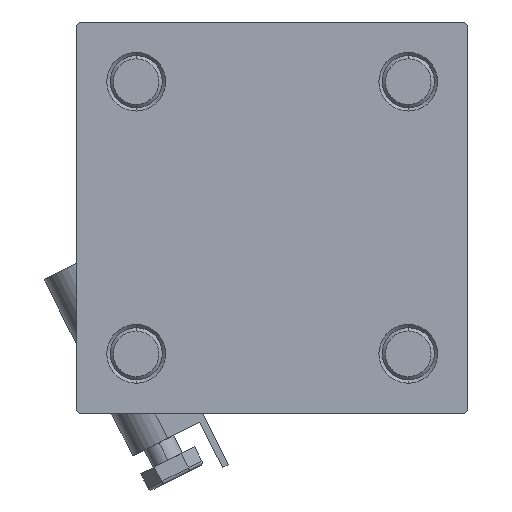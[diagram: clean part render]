
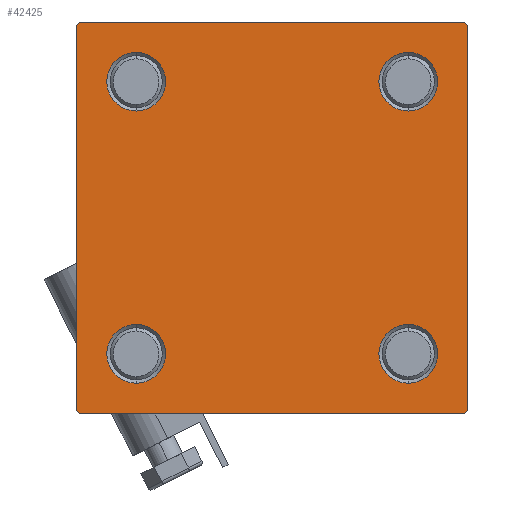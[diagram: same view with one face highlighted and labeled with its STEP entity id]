
A CAD part, left-side view. The second image highlights one B-rep face of the part: STEP entity #42425.
In plain terms, the highlighted planar face has unit normal (-1, 0, 0).
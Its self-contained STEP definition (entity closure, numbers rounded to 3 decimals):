
#44 = FACE_BOUND ( 'NONE', #21870, .T. ) ;
#2142 = CIRCLE ( 'NONE', #38303, 4.5 ) ;
#2311 = ORIENTED_EDGE ( 'NONE', *, *, #14394, .T. ) ;
#2413 = LINE ( 'NONE', #41265, #11898 ) ;
#3284 = ORIENTED_EDGE ( 'NONE', *, *, #23713, .T. ) ;
#3562 = CARTESIAN_POINT ( 'NONE',  ( 0., -29.5, -30. ) ) ;
#3963 = DIRECTION ( 'NONE',  ( 1., 0., 0. ) ) ;
#4020 = EDGE_CURVE ( 'NONE', #44451, #7266, #13261, .T. ) ;
#4110 = LINE ( 'NONE', #35765, #47213 ) ;
#4232 = AXIS2_PLACEMENT_3D ( 'NONE', #41905, #6665, #38032 ) ;
#5071 = EDGE_CURVE ( 'NONE', #30070, #18884, #27272, .T. ) ;
#5836 = VERTEX_POINT ( 'NONE', #19640 ) ;
#6462 = CARTESIAN_POINT ( 'NONE',  ( 0., 30., 30. ) ) ;
#6665 = DIRECTION ( 'NONE',  ( 1., 0., 0. ) ) ;
#7266 = VERTEX_POINT ( 'NONE', #15191 ) ;
#8122 = CARTESIAN_POINT ( 'NONE',  ( 0., 30., 29.5 ) ) ;
#8384 = EDGE_CURVE ( 'NONE', #32351, #29777, #37051, .T. ) ;
#8991 = CARTESIAN_POINT ( 'NONE',  ( 0., 29.5, -30. ) ) ;
#9613 = ORIENTED_EDGE ( 'NONE', *, *, #45680, .T. ) ;
#10637 = CARTESIAN_POINT ( 'NONE',  ( 0., 20.85, -16.35 ) ) ;
#10958 = VECTOR ( 'NONE', #48381, 1000. ) ;
#11119 = ORIENTED_EDGE ( 'NONE', *, *, #34255, .T. ) ;
#11564 = ORIENTED_EDGE ( 'NONE', *, *, #15066, .T. ) ;
#11898 = VECTOR ( 'NONE', #14526, 1000. ) ;
#11907 = CARTESIAN_POINT ( 'NONE',  ( 0., 0., 0. ) ) ;
#12167 = FACE_BOUND ( 'NONE', #34471, .T. ) ;
#12291 = LINE ( 'NONE', #35435, #35692 ) ;
#13261 = CIRCLE ( 'NONE', #47769, 4.5 ) ;
#13631 = CARTESIAN_POINT ( 'NONE',  ( 0., -30., 29.5 ) ) ;
#13701 = VECTOR ( 'NONE', #48560, 1000. ) ;
#14196 = ORIENTED_EDGE ( 'NONE', *, *, #14964, .T. ) ;
#14394 = EDGE_CURVE ( 'NONE', #19857, #49521, #12291, .T. ) ;
#14447 = AXIS2_PLACEMENT_3D ( 'NONE', #27927, #32298, #48499 ) ;
#14526 = DIRECTION ( 'NONE',  ( 0., 0.707, 0.707 ) ) ;
#14690 = CARTESIAN_POINT ( 'NONE',  ( 0., -20.85, 20.85 ) ) ;
#14765 = ORIENTED_EDGE ( 'NONE', *, *, #47931, .T. ) ;
#14964 = EDGE_CURVE ( 'NONE', #19870, #29777, #2413, .T. ) ;
#15066 = EDGE_CURVE ( 'NONE', #49521, #20696, #4110, .T. ) ;
#15141 = CARTESIAN_POINT ( 'NONE',  ( 0., 20.85, 20.85 ) ) ;
#15191 = CARTESIAN_POINT ( 'NONE',  ( 0., -20.85, 16.35 ) ) ;
#15811 = LINE ( 'NONE', #39464, #23510 ) ;
#16675 = CARTESIAN_POINT ( 'NONE',  ( 0., -30., 30. ) ) ;
#16997 = AXIS2_PLACEMENT_3D ( 'NONE', #15141, #30567, #50137 ) ;
#17512 = ORIENTED_EDGE ( 'NONE', *, *, #49689, .T. ) ;
#17529 = ORIENTED_EDGE ( 'NONE', *, *, #26755, .T. ) ;
#18884 = VERTEX_POINT ( 'NONE', #10637 ) ;
#19428 = ORIENTED_EDGE ( 'NONE', *, *, #48735, .T. ) ;
#19640 = CARTESIAN_POINT ( 'NONE',  ( 0., 20.85, 25.35 ) ) ;
#19856 = AXIS2_PLACEMENT_3D ( 'NONE', #47297, #34967, #39562 ) ;
#19857 = VERTEX_POINT ( 'NONE', #45007 ) ;
#19870 = VERTEX_POINT ( 'NONE', #13631 ) ;
#20145 = CIRCLE ( 'NONE', #14447, 4.5 ) ;
#20374 = CARTESIAN_POINT ( 'NONE',  ( 0., 29.75, 29.75 ) ) ;
#20521 = DIRECTION ( 'NONE',  ( 1., 0., 0. ) ) ;
#20696 = VERTEX_POINT ( 'NONE', #3562 ) ;
#20970 = VERTEX_POINT ( 'NONE', #46476 ) ;
#21027 = CARTESIAN_POINT ( 'NONE',  ( 0., -20.85, 20.85 ) ) ;
#21040 = VERTEX_POINT ( 'NONE', #8122 ) ;
#21187 = CARTESIAN_POINT ( 'NONE',  ( 0., -29.5, 30. ) ) ;
#21870 = EDGE_LOOP ( 'NONE', ( #30106, #11119 ) ) ;
#23069 = VERTEX_POINT ( 'NONE', #45469 ) ;
#23238 = DIRECTION ( 'NONE',  ( 0., -0.707, 0.707 ) ) ;
#23510 = VECTOR ( 'NONE', #26638, 1000. ) ;
#23713 = EDGE_CURVE ( 'NONE', #7266, #44451, #49882, .T. ) ;
#23985 = EDGE_CURVE ( 'NONE', #19870, #49934, #41099, .T. ) ;
#24228 = FACE_OUTER_BOUND ( 'NONE', #50425, .T. ) ;
#24862 = EDGE_CURVE ( 'NONE', #32351, #21040, #40945, .T. ) ;
#26190 = CARTESIAN_POINT ( 'NONE',  ( 0., -20.85, -20.85 ) ) ;
#26638 = DIRECTION ( 'NONE',  ( 0., 0., -1. ) ) ;
#26755 = EDGE_CURVE ( 'NONE', #20696, #49934, #30715, .T. ) ;
#26871 = VECTOR ( 'NONE', #28088, 1000. ) ;
#27272 = CIRCLE ( 'NONE', #19856, 4.5 ) ;
#27664 = AXIS2_PLACEMENT_3D ( 'NONE', #14690, #33968, #30360 ) ;
#27927 = CARTESIAN_POINT ( 'NONE',  ( 0., 20.85, 20.85 ) ) ;
#28088 = DIRECTION ( 'NONE',  ( 0., 0.707, -0.707 ) ) ;
#29145 = ORIENTED_EDGE ( 'NONE', *, *, #4020, .T. ) ;
#29777 = VERTEX_POINT ( 'NONE', #21187 ) ;
#30070 = VERTEX_POINT ( 'NONE', #50105 ) ;
#30106 = ORIENTED_EDGE ( 'NONE', *, *, #46822, .T. ) ;
#30360 = DIRECTION ( 'NONE',  ( 0., 0., 1. ) ) ;
#30567 = DIRECTION ( 'NONE',  ( 1., 0., 0. ) ) ;
#30715 = LINE ( 'NONE', #50032, #46674 ) ;
#30748 = DIRECTION ( 'NONE',  ( 0., 0., 1. ) ) ;
#31190 = PLANE ( 'NONE',  #38089 ) ;
#31571 = DIRECTION ( 'NONE',  ( 0., -0.707, -0.707 ) ) ;
#32079 = ORIENTED_EDGE ( 'NONE', *, *, #23985, .F. ) ;
#32298 = DIRECTION ( 'NONE',  ( 1., 0., 0. ) ) ;
#32351 = VERTEX_POINT ( 'NONE', #47255 ) ;
#33968 = DIRECTION ( 'NONE',  ( 1., 0., 0. ) ) ;
#34255 = EDGE_CURVE ( 'NONE', #20970, #23069, #46166, .T. ) ;
#34471 = EDGE_LOOP ( 'NONE', ( #17512, #9613 ) ) ;
#34967 = DIRECTION ( 'NONE',  ( 1., 0., 0. ) ) ;
#35311 = DIRECTION ( 'NONE',  ( 0., 0., 1. ) ) ;
#35352 = CARTESIAN_POINT ( 'NONE',  ( 0., 20.85, -20.85 ) ) ;
#35435 = CARTESIAN_POINT ( 'NONE',  ( 0., 29.75, -29.75 ) ) ;
#35505 = DIRECTION ( 'NONE',  ( 0., -1., 0. ) ) ;
#35692 = VECTOR ( 'NONE', #31571, 1000. ) ;
#35765 = CARTESIAN_POINT ( 'NONE',  ( 0., 30., -30. ) ) ;
#36216 = DIRECTION ( 'NONE',  ( 0., 0., 1. ) ) ;
#36993 = DIRECTION ( 'NONE',  ( 0., 0., 1. ) ) ;
#37051 = LINE ( 'NONE', #6462, #10958 ) ;
#37388 = VERTEX_POINT ( 'NONE', #40909 ) ;
#38032 = DIRECTION ( 'NONE',  ( 0., 0., 1. ) ) ;
#38089 = AXIS2_PLACEMENT_3D ( 'NONE', #11907, #39665, #35311 ) ;
#38303 = AXIS2_PLACEMENT_3D ( 'NONE', #35352, #3963, #30748 ) ;
#39464 = CARTESIAN_POINT ( 'NONE',  ( 0., 30., 30. ) ) ;
#39562 = DIRECTION ( 'NONE',  ( 0., 0., 1. ) ) ;
#39665 = DIRECTION ( 'NONE',  ( -1., 0., 0. ) ) ;
#40825 = CIRCLE ( 'NONE', #16997, 4.5 ) ;
#40909 = CARTESIAN_POINT ( 'NONE',  ( 0., 20.85, 16.35 ) ) ;
#40945 = LINE ( 'NONE', #20374, #26871 ) ;
#41099 = LINE ( 'NONE', #16675, #13701 ) ;
#41265 = CARTESIAN_POINT ( 'NONE',  ( 0., -29.75, 29.75 ) ) ;
#41905 = CARTESIAN_POINT ( 'NONE',  ( 0., -20.85, -20.85 ) ) ;
#42425 = ADVANCED_FACE ( 'NONE', ( #43543, #44, #47399, #12167, #24228 ), #31190, .T. ) ;
#43543 = FACE_BOUND ( 'NONE', #45658, .T. ) ;
#44023 = CIRCLE ( 'NONE', #50602, 4.5 ) ;
#44451 = VERTEX_POINT ( 'NONE', #50905 ) ;
#45007 = CARTESIAN_POINT ( 'NONE',  ( 0., 30., -29.5 ) ) ;
#45469 = CARTESIAN_POINT ( 'NONE',  ( 0., -20.85, -16.35 ) ) ;
#45658 = EDGE_LOOP ( 'NONE', ( #29145, #3284 ) ) ;
#45680 = EDGE_CURVE ( 'NONE', #37388, #5836, #20145, .T. ) ;
#45748 = DIRECTION ( 'NONE',  ( 1., 0., 0. ) ) ;
#45771 = ORIENTED_EDGE ( 'NONE', *, *, #5071, .T. ) ;
#46166 = CIRCLE ( 'NONE', #4232, 4.5 ) ;
#46197 = CARTESIAN_POINT ( 'NONE',  ( 0., -30., -29.5 ) ) ;
#46476 = CARTESIAN_POINT ( 'NONE',  ( 0., -20.85, -25.35 ) ) ;
#46674 = VECTOR ( 'NONE', #23238, 1000. ) ;
#46822 = EDGE_CURVE ( 'NONE', #23069, #20970, #44023, .T. ) ;
#47089 = ORIENTED_EDGE ( 'NONE', *, *, #24862, .T. ) ;
#47213 = VECTOR ( 'NONE', #35505, 1000. ) ;
#47255 = CARTESIAN_POINT ( 'NONE',  ( 0., 29.5, 30. ) ) ;
#47297 = CARTESIAN_POINT ( 'NONE',  ( 0., 20.85, -20.85 ) ) ;
#47399 = FACE_BOUND ( 'NONE', #48325, .T. ) ;
#47769 = AXIS2_PLACEMENT_3D ( 'NONE', #21027, #20521, #36216 ) ;
#47770 = ORIENTED_EDGE ( 'NONE', *, *, #8384, .F. ) ;
#47931 = EDGE_CURVE ( 'NONE', #18884, #30070, #2142, .T. ) ;
#48325 = EDGE_LOOP ( 'NONE', ( #14765, #45771 ) ) ;
#48381 = DIRECTION ( 'NONE',  ( 0., -1., 0. ) ) ;
#48499 = DIRECTION ( 'NONE',  ( 0., 0., 1. ) ) ;
#48560 = DIRECTION ( 'NONE',  ( 0., 0., -1. ) ) ;
#48735 = EDGE_CURVE ( 'NONE', #21040, #19857, #15811, .T. ) ;
#49521 = VERTEX_POINT ( 'NONE', #8991 ) ;
#49689 = EDGE_CURVE ( 'NONE', #5836, #37388, #40825, .T. ) ;
#49882 = CIRCLE ( 'NONE', #27664, 4.5 ) ;
#49934 = VERTEX_POINT ( 'NONE', #46197 ) ;
#50032 = CARTESIAN_POINT ( 'NONE',  ( 0., -29.75, -29.75 ) ) ;
#50105 = CARTESIAN_POINT ( 'NONE',  ( 0., 20.85, -25.35 ) ) ;
#50137 = DIRECTION ( 'NONE',  ( 0., 0., 1. ) ) ;
#50425 = EDGE_LOOP ( 'NONE', ( #19428, #2311, #11564, #17529, #32079, #14196, #47770, #47089 ) ) ;
#50602 = AXIS2_PLACEMENT_3D ( 'NONE', #26190, #45748, #36993 ) ;
#50905 = CARTESIAN_POINT ( 'NONE',  ( 0., -20.85, 25.35 ) ) ;
